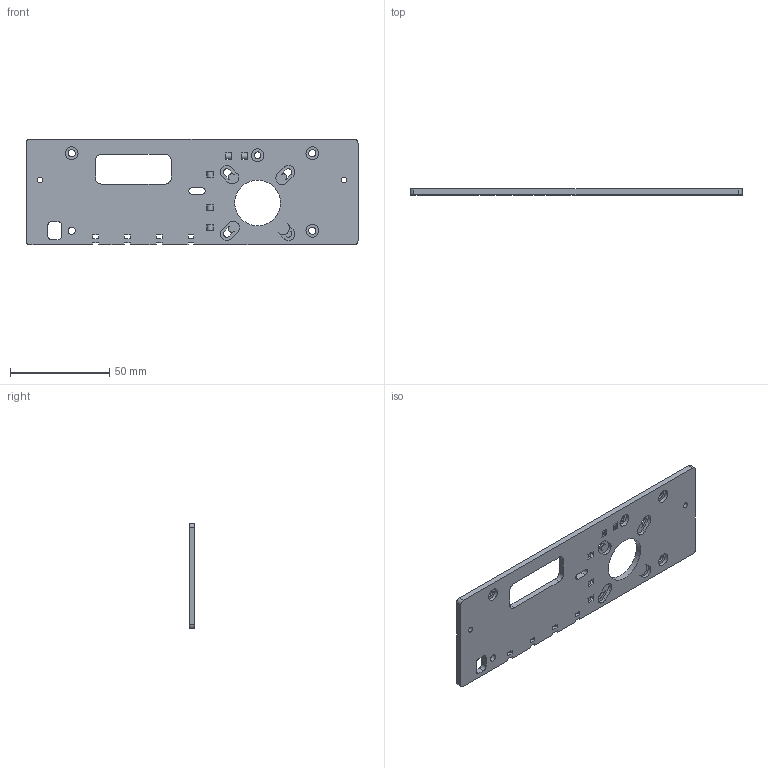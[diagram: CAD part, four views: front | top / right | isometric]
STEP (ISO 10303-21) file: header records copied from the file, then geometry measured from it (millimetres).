
FILE_DESCRIPTION(('FreeCAD Model'),'2;1');
FILE_NAME('Open CASCADE Shape Model','2023-05-27T10:20:22',('Author'),( ''),'Open CASCADE STEP processor 7.5','FreeCAD','Unknown');
FILE_SCHEMA(('AUTOMOTIVE_DESIGN { 1 0 10303 214 1 1 1 1 }'));
Length unit declared in the file: millimetre
Products named in the file (1): x.motor.plate
Bounding box: 167 x 3 x 53 mm (x, y, z)
Volume: 22306.2 mm3; surface area: 18204.4 mm2
Topology: 1 solids, 1 shells, 140 faces, 426 edges, 290 vertices
Faces by surface type: plane 83, cylinder 57
Full cylindrical faces by diameter (mm): 2.8 x2, 3.4 x1, 3.6 x4, 6.4 x4, 23 x1
Entity records: 10869 total; most frequent: CARTESIAN_POINT 2260, DIRECTION 1389, ORIENTED_EDGE 844, PCURVE 844, DEFINITIONAL_REPRESENTATION 844, LINE 762, VECTOR 762, EDGE_CURVE 422
